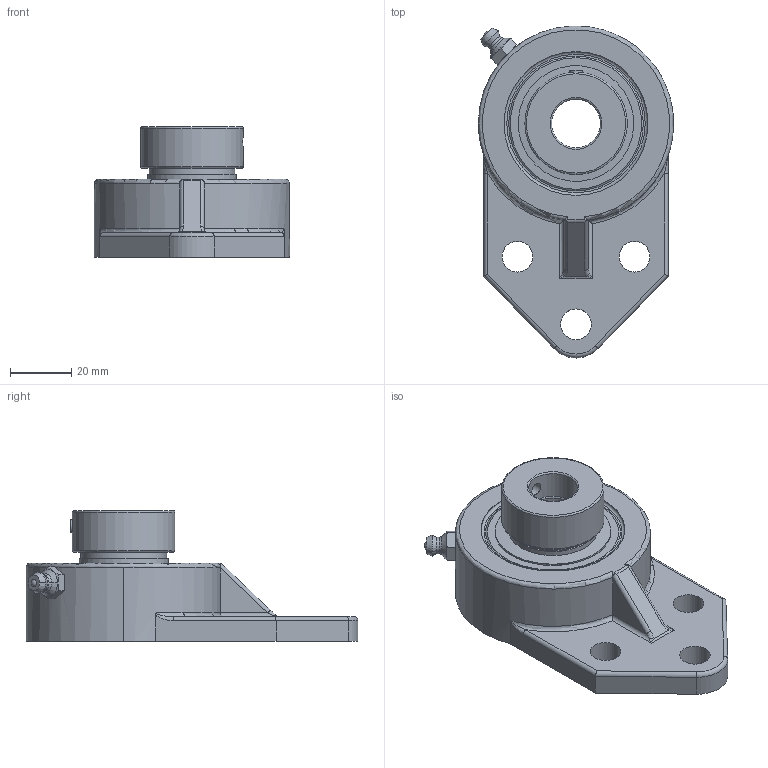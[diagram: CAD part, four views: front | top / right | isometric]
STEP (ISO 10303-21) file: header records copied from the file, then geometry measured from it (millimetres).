
FILE_DESCRIPTION(('HOOPS Exchange Step'),'2;1');
FILE_NAME('export-FF96D9A9-89EE-4C59-BCA1-7B44A98EDBE4.stp','2019-12-12T16:08:57+16:00',('ibuslach'),('Alibre'),'HOOPS Exchange 2019.2','Alibre','Unknown authorisation');
FILE_SCHEMA( ('AP242_MANAGED_MODEL_BASED_3D_ENGINEERING_MIM_LF {1 0 10303 442 1 1 4 }') );
Length unit declared in the file: centimetre
Products named in the file (8): MRN SFB 204; UCP ZERK 6mm; SNC 201 SHIELD; SNC 201 SS; SNC 202-10 RACES; SNC 202-10 COLLAR; MRN SNC 202-10; MRN SNCFB 202-10
Assembly tree (8 placements, depth 3):
  MRN SNCFB 202-10
    MRN SFB 204
    UCP ZERK 6mm
    MRN SNC 202-10
      SNC 201 SHIELD  x2
      SNC 201 SS
      SNC 202-10 RACES
      SNC 202-10 COLLAR
Bounding box: 63.5 x 108 x 42.51 mm (x, y, z)
Volume: 81123.1 mm3; surface area: 35221.7 mm2
Topology: 8 solids, 8 shells, 164 faces, 436 edges, 283 vertices
Faces by surface type: cylinder 56, plane 49, torus 23, cone 18, bspline 10, sphere 8
Full cylindrical faces by diameter (mm): 2.006 x2, 4.134 x3, 6 x2, 10 x3, 15.875 x2, 25.908 x2, 27.94 x4, 28.956 x2, 33.3 x1, 37.214 x2, 37.618 x2, 46.801 x1, 50.801 x1
Entity records: 8859 total; most frequent: CARTESIAN_POINT 4686, DIRECTION 885, ORIENTED_EDGE 816, EDGE_CURVE 408, AXIS2_PLACEMENT_3D 377, VERTEX_POINT 269, CIRCLE 196, EDGE_LOOP 185
